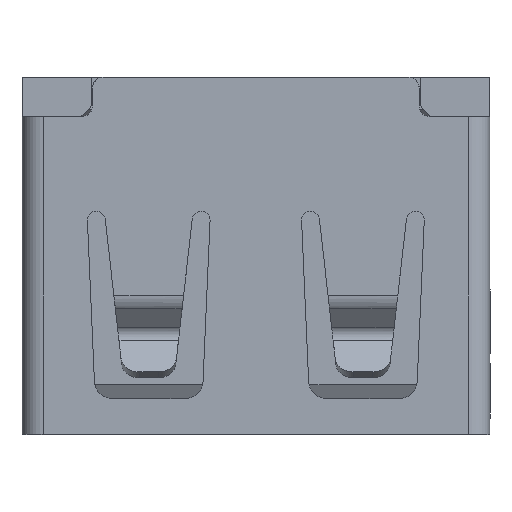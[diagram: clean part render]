
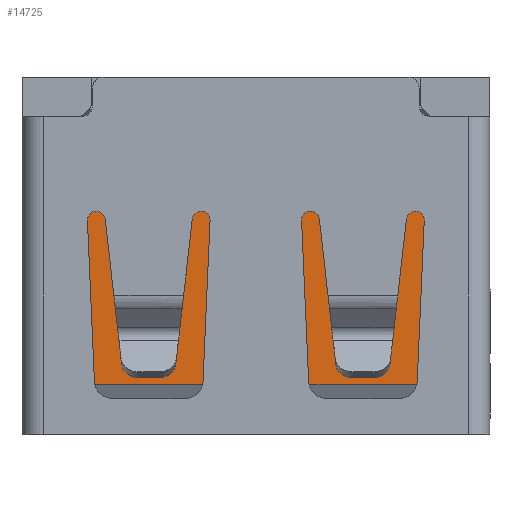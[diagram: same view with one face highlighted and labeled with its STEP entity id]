
A CAD part, top view. The second image highlights one B-rep face of the part: STEP entity #14725.
In plain terms, the highlighted planar face has unit normal (0, 0, 1).
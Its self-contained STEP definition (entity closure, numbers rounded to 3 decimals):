
#538 = DIRECTION ( 'NONE',  ( 0., 0., 1. ) ) ;
#904 = LINE ( 'NONE', #31563, #45147 ) ;
#3828 = EDGE_LOOP ( 'NONE', ( #40308, #29609, #38059, #14713 ) ) ;
#6871 = CARTESIAN_POINT ( 'NONE',  ( 4.86, 0.942, 7.224 ) ) ;
#10562 = DIRECTION ( 'NONE',  ( 1., 0., 0. ) ) ;
#14507 = VECTOR ( 'NONE', #38516, 1000. ) ;
#14713 = ORIENTED_EDGE ( 'NONE', *, *, #57841, .T. ) ;
#14725 = ADVANCED_FACE ( 'NONE', ( #16759 ), #39229, .T. ) ;
#16759 = FACE_OUTER_BOUND ( 'NONE', #3828, .T. ) ;
#18864 = DIRECTION ( 'NONE',  ( 0., -1., 0. ) ) ;
#21821 = DIRECTION ( 'NONE',  ( 0., 1., 0. ) ) ;
#22697 = LINE ( 'NONE', #50133, #36355 ) ;
#23825 = CARTESIAN_POINT ( 'NONE',  ( 5.5, 1.242, 7.224 ) ) ;
#25464 = AXIS2_PLACEMENT_3D ( 'NONE', #23825, #538, #37416 ) ;
#29609 = ORIENTED_EDGE ( 'NONE', *, *, #41759, .T. ) ;
#30586 = CARTESIAN_POINT ( 'NONE',  ( -4.86, 0.942, 7.224 ) ) ;
#31254 = VERTEX_POINT ( 'NONE', #42226 ) ;
#31563 = CARTESIAN_POINT ( 'NONE',  ( -4.86, 1.242, 7.224 ) ) ;
#32942 = LINE ( 'NONE', #41519, #43349 ) ;
#35046 = EDGE_CURVE ( 'NONE', #51881, #31254, #904, .T. ) ;
#36355 = VECTOR ( 'NONE', #21821, 1000. ) ;
#37416 = DIRECTION ( 'NONE',  ( 1., 0., 0. ) ) ;
#38059 = ORIENTED_EDGE ( 'NONE', *, *, #35046, .T. ) ;
#38516 = DIRECTION ( 'NONE',  ( -1., 0., 0. ) ) ;
#38827 = LINE ( 'NONE', #52063, #14507 ) ;
#39229 = PLANE ( 'NONE',  #25464 ) ;
#40103 = VERTEX_POINT ( 'NONE', #45218 ) ;
#40308 = ORIENTED_EDGE ( 'NONE', *, *, #43015, .T. ) ;
#41519 = CARTESIAN_POINT ( 'NONE',  ( 5.5, -6.272, 7.224 ) ) ;
#41759 = EDGE_CURVE ( 'NONE', #52938, #51881, #38827, .T. ) ;
#42226 = CARTESIAN_POINT ( 'NONE',  ( -4.86, -6.272, 7.224 ) ) ;
#43015 = EDGE_CURVE ( 'NONE', #40103, #52938, #22697, .T. ) ;
#43349 = VECTOR ( 'NONE', #10562, 1000. ) ;
#45147 = VECTOR ( 'NONE', #18864, 1000. ) ;
#45218 = CARTESIAN_POINT ( 'NONE',  ( 4.86, -6.272, 7.224 ) ) ;
#50133 = CARTESIAN_POINT ( 'NONE',  ( 4.86, 1.242, 7.224 ) ) ;
#51881 = VERTEX_POINT ( 'NONE', #30586 ) ;
#52063 = CARTESIAN_POINT ( 'NONE',  ( 5.5, 0.942, 7.224 ) ) ;
#52938 = VERTEX_POINT ( 'NONE', #6871 ) ;
#57841 = EDGE_CURVE ( 'NONE', #31254, #40103, #32942, .T. ) ;
